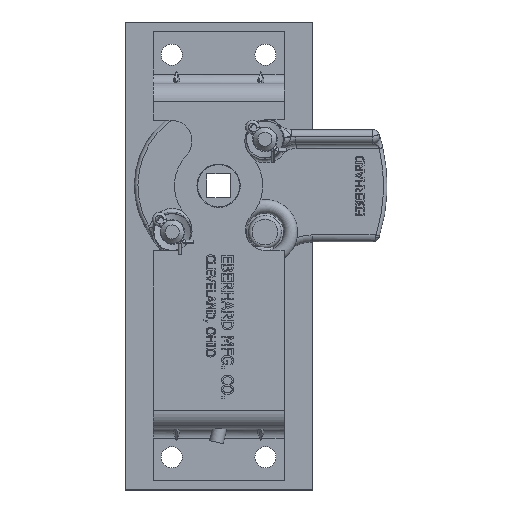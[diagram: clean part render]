
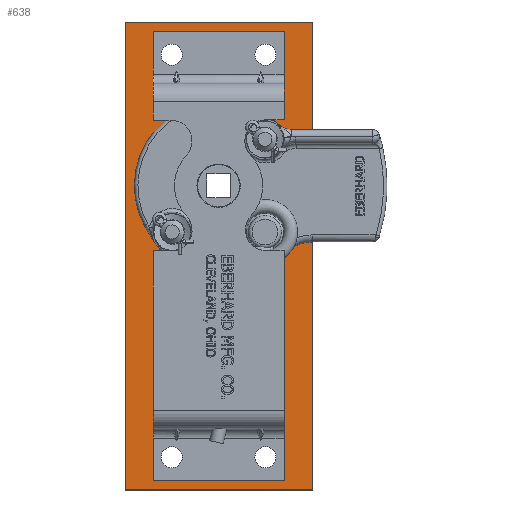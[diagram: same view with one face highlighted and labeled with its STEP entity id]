
A CAD part, top view. The second image highlights one B-rep face of the part: STEP entity #638.
In plain terms, the highlighted planar face has unit normal (0, 0, 1).
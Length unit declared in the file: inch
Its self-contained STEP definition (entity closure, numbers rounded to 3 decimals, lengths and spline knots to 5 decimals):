
#254=CARTESIAN_POINT('',(0.125,-3.625,0.109));
#255=VERTEX_POINT('',#254);
#256=CARTESIAN_POINT('',(0.0,-3.625,0.109));
#257=DIRECTION('',(0.0,0.0,-1.0));
#258=DIRECTION('',(-1.0,0.0,0.0));
#259=AXIS2_PLACEMENT_3D('',#256,#257,#258);
#260=CIRCLE('',#259,0.125);
#261=EDGE_CURVE('',#255,#255,#260,.T.);
#321=CARTESIAN_POINT('',(0.125,1.75,0.109));
#322=VERTEX_POINT('',#321);
#323=CARTESIAN_POINT('',(0.0,1.75,0.109));
#324=DIRECTION('',(0.0,0.0,-1.0));
#325=DIRECTION('',(-1.0,0.0,0.0));
#326=AXIS2_PLACEMENT_3D('',#323,#324,#325);
#327=CIRCLE('',#326,0.125);
#328=EDGE_CURVE('',#322,#322,#327,.T.);
#347=CARTESIAN_POINT('',(0.29,0.,0.109));
#348=VERTEX_POINT('',#347);
#349=CARTESIAN_POINT('',(0.0,0.0,0.109));
#350=DIRECTION('',(0.0,0.0,-1.0));
#351=DIRECTION('',(-1.0,0.0,0.0));
#352=AXIS2_PLACEMENT_3D('',#349,#350,#351);
#353=CIRCLE('',#352,0.29);
#354=EDGE_CURVE('',#348,#348,#353,.T.);
#375=CARTESIAN_POINT('',(0.78,-3.625,0.109));
#376=VERTEX_POINT('',#375);
#377=CARTESIAN_POINT('',(0.625,-3.625,0.109));
#378=DIRECTION('',(0.0,0.0,-1.0));
#379=DIRECTION('',(-1.0,0.0,0.0));
#380=AXIS2_PLACEMENT_3D('',#377,#378,#379);
#381=CIRCLE('',#380,0.155);
#382=EDGE_CURVE('',#376,#376,#381,.T.);
#403=CARTESIAN_POINT('',(-0.47,-3.625,0.109));
#404=VERTEX_POINT('',#403);
#405=CARTESIAN_POINT('',(-0.625,-3.625,0.109));
#406=DIRECTION('',(0.0,0.0,-1.0));
#407=DIRECTION('',(-1.0,0.0,0.0));
#408=AXIS2_PLACEMENT_3D('',#405,#406,#407);
#409=CIRCLE('',#408,0.155);
#410=EDGE_CURVE('',#404,#404,#409,.T.);
#431=CARTESIAN_POINT('',(0.78,1.75,0.109));
#432=VERTEX_POINT('',#431);
#433=CARTESIAN_POINT('',(0.625,1.75,0.109));
#434=DIRECTION('',(0.0,0.0,-1.0));
#435=DIRECTION('',(-1.0,0.0,0.0));
#436=AXIS2_PLACEMENT_3D('',#433,#434,#435);
#437=CIRCLE('',#436,0.155);
#438=EDGE_CURVE('',#432,#432,#437,.T.);
#459=CARTESIAN_POINT('',(-0.47,1.75,0.109));
#460=VERTEX_POINT('',#459);
#461=CARTESIAN_POINT('',(-0.625,1.75,0.109));
#462=DIRECTION('',(0.0,0.0,-1.0));
#463=DIRECTION('',(-1.0,0.0,0.0));
#464=AXIS2_PLACEMENT_3D('',#461,#462,#463);
#465=CIRCLE('',#464,0.155);
#466=EDGE_CURVE('',#460,#460,#465,.T.);
#487=CARTESIAN_POINT('',(1.25,2.1875,0.109));
#488=VERTEX_POINT('',#487);
#489=CARTESIAN_POINT('',(1.25,-4.0625,0.109));
#490=VERTEX_POINT('',#489);
#491=CARTESIAN_POINT('',(1.25,2.1875,0.109));
#492=DIRECTION('',(0.0,-1.0,0.0));
#493=VECTOR('',#492,6.25);
#494=LINE('',#491,#493);
#495=EDGE_CURVE('',#488,#490,#494,.T.);
#527=CARTESIAN_POINT('',(-1.25,-4.0625,0.109));
#528=VERTEX_POINT('',#527);
#529=CARTESIAN_POINT('',(1.25,-4.0625,0.109));
#530=DIRECTION('',(-1.0,0.0,0.0));
#531=VECTOR('',#530,2.5);
#532=LINE('',#529,#531);
#533=EDGE_CURVE('',#490,#528,#532,.T.);
#558=CARTESIAN_POINT('',(-1.25,2.1875,0.109));
#559=VERTEX_POINT('',#558);
#560=CARTESIAN_POINT('',(-1.25,-4.0625,0.109));
#561=DIRECTION('',(0.0,1.0,0.0));
#562=VECTOR('',#561,6.25);
#563=LINE('',#560,#562);
#564=EDGE_CURVE('',#528,#559,#563,.T.);
#589=CARTESIAN_POINT('',(-1.25,2.1875,0.109));
#590=DIRECTION('',(1.0,0.0,0.0));
#591=VECTOR('',#590,2.5);
#592=LINE('',#589,#591);
#593=EDGE_CURVE('',#559,#488,#592,.T.);
#606=CARTESIAN_POINT('',(0.,-0.9375,0.109));
#607=DIRECTION('',(0.0,0.0,1.0));
#608=DIRECTION('',(1.0,0.0,0.0));
#609=AXIS2_PLACEMENT_3D('',#606,#607,#608);
#610=PLANE('',#609);
#611=ORIENTED_EDGE('',*,*,#495,.F.);
#612=ORIENTED_EDGE('',*,*,#593,.F.);
#613=ORIENTED_EDGE('',*,*,#564,.F.);
#614=ORIENTED_EDGE('',*,*,#533,.F.);
#615=EDGE_LOOP('',(#611,#612,#613,#614));
#616=FACE_OUTER_BOUND('',#615,.T.);
#617=ORIENTED_EDGE('',*,*,#354,.T.);
#618=EDGE_LOOP('',(#617));
#619=FACE_BOUND('',#618,.T.);
#620=ORIENTED_EDGE('',*,*,#382,.T.);
#621=EDGE_LOOP('',(#620));
#622=FACE_BOUND('',#621,.T.);
#623=ORIENTED_EDGE('',*,*,#410,.T.);
#624=EDGE_LOOP('',(#623));
#625=FACE_BOUND('',#624,.T.);
#626=ORIENTED_EDGE('',*,*,#438,.T.);
#627=EDGE_LOOP('',(#626));
#628=FACE_BOUND('',#627,.T.);
#629=ORIENTED_EDGE('',*,*,#466,.T.);
#630=EDGE_LOOP('',(#629));
#631=FACE_BOUND('',#630,.T.);
#632=ORIENTED_EDGE('',*,*,#261,.T.);
#633=EDGE_LOOP('',(#632));
#634=FACE_BOUND('',#633,.T.);
#635=ORIENTED_EDGE('',*,*,#328,.T.);
#636=EDGE_LOOP('',(#635));
#637=FACE_BOUND('',#636,.T.);
#638=ADVANCED_FACE('',(#616,#619,#622,#625,#628,#631,#634,#637),#610,.T.);
